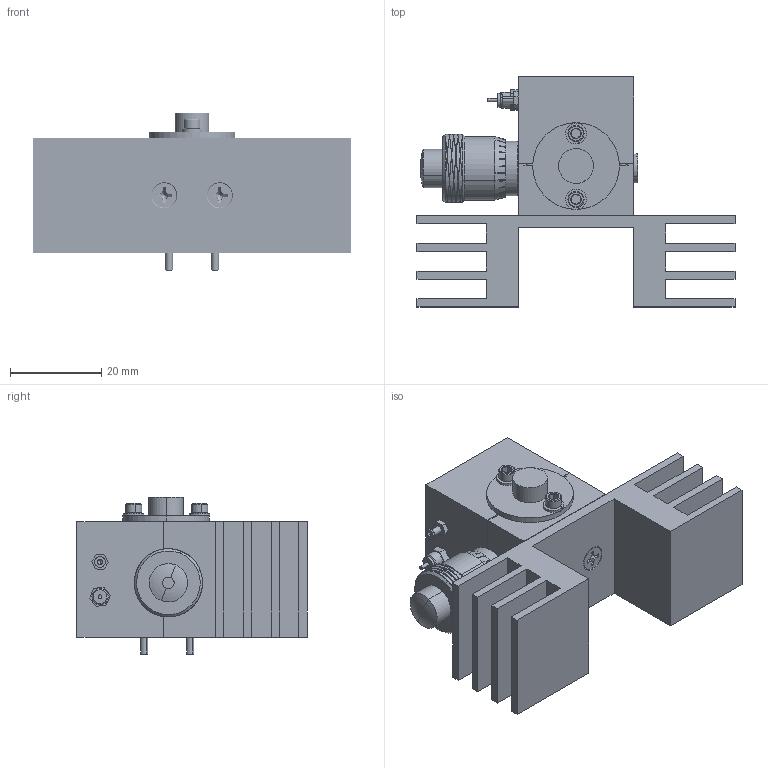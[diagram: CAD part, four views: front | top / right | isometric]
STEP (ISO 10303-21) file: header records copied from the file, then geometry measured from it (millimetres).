
FILE_DESCRIPTION (( 'STEP AP203' ), '1' );
FILE_NAME ('SOM-73303310-12-M1.STEP', '2019-04-02T17:12:35', ( '' ), ( '' ), 'SwSTEP 2.0', 'SolidWorks 2016', '' );
FILE_SCHEMA (( 'CONFIG_CONTROL_DESIGN' ));
Products named in the file (1): SOM-73303310-12-M1
Bounding box: 69.85 x 50.55 x 34.61 mm (x, y, z)
Volume: 33716.7 mm3; surface area: 27780.9 mm2
Topology: 35 solids, 35 shells, 1942 faces, 5221 edges, 3344 vertices
Faces by surface type: cylinder 1005, plane 486, cone 303, bspline 144, torus 4
Entity records: 88066 total; most frequent: CARTESIAN_POINT 45564, ORIENTED_EDGE 10278, DIRECTION 7493, EDGE_CURVE 5139, VERTEX_POINT 3344, AXIS2_PLACEMENT_3D 2750, EDGE_LOOP 2059, LINE 1993
